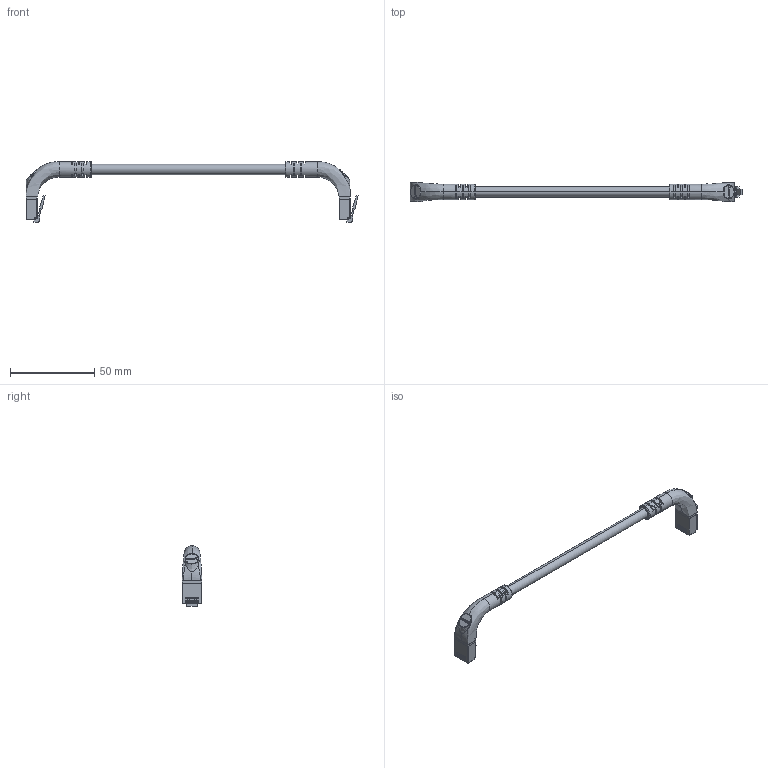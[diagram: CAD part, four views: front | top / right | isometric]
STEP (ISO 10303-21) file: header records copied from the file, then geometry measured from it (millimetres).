
FILE_DESCRIPTION (( 'STEP AP203' ), '1' );
FILE_NAME ('TRD695SZRA4.step', '2013-02-14T16:40:59', ( 'x' ), ( '' ), 'SwSTEP 2.0', 'SolidWorks 2012', '' );
FILE_SCHEMA (( 'CONFIG_CONTROL_DESIGN' ));
Length unit declared in the file: inch
Products named in the file (14): TRD695SZRA4; RA_RJ45_Version 2_180ø entry no cable; Pair 1_BLUE; RA_RJ45_Version 2_standard entry no cable; MTN-441_with Global Connectivity logo; Pair 4; Pair 3; Pair 1; Pair 2; 1AG01-037; 1AD01-015-MA2; 1AD01-015-MA1_for assembly with molded boot; 1AG01-036; RA-RJ45-MA2_6" long
Assembly tree (21 placements, depth 3):
  TRD695SZRA4
    RA-RJ45-MA2_6" long
    RA_RJ45_Version 2_standard entry no cable
      1AG01-036
      1AD01-015-MA1_for assembly with molded boot
      1AD01-015-MA2
      1AG01-037
      Pair 2
      Pair 1
      Pair 3
      Pair 4
      MTN-441_with Global Connectivity logo
    RA_RJ45_Version 2_180ø entry no cable
      1AG01-036
      1AD01-015-MA1_for assembly with molded boot
      1AD01-015-MA2
      1AG01-037
      Pair 2
      Pair 1_BLUE
      Pair 3
      Pair 4
      MTN-441_with Global Connectivity logo
Bounding box: 196.7 x 11.68 x 35.81 mm (x, y, z)
Volume: 6922.6 mm3; surface area: 17632.2 mm2
Topology: 27 solids, 27 shells, 1104 faces, 2990 edges, 1882 vertices
Faces by surface type: plane 602, cylinder 244, bspline 182, sphere 34, torus 30, cone 12
Entity records: 33626 total; most frequent: CARTESIAN_POINT 18200, ORIENTED_EDGE 3024, DIRECTION 2581, EDGE_CURVE 1512, VERTEX_POINT 961, VECTOR 955, LINE 955, AXIS2_PLACEMENT_3D 813
